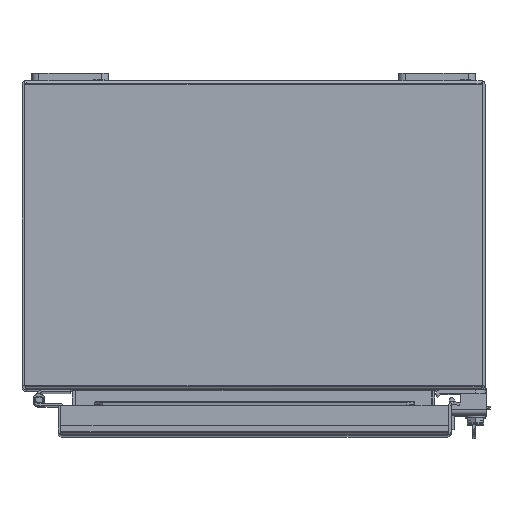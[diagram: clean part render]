
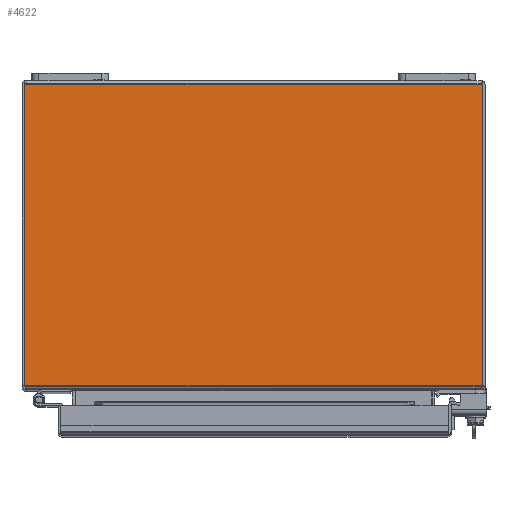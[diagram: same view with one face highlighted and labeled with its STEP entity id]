
A CAD part, top view. The second image highlights one B-rep face of the part: STEP entity #4622.
In plain terms, the highlighted planar face has unit normal (0, 0, 1).
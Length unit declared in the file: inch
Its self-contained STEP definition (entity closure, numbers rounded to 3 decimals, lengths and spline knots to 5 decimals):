
#212 = VERTEX_POINT ( 'NONE', #27876 ) ;
#3152 = DIRECTION ( 'NONE',  ( 1., 0., 0. ) ) ;
#3755 = ORIENTED_EDGE ( 'NONE', *, *, #33529, .F. ) ;
#3784 = EDGE_CURVE ( 'NONE', #212, #19971, #17747, .T. ) ;
#4280 = VERTEX_POINT ( 'NONE', #25147 ) ;
#4614 = AXIS2_PLACEMENT_3D ( 'NONE', #20522, #4746, #20142 ) ;
#4622 = ADVANCED_FACE ( 'NONE', ( #23489 ), #26458, .F. ) ;
#4746 = DIRECTION ( 'NONE',  ( 0., 0., -1. ) ) ;
#6664 = EDGE_LOOP ( 'NONE', ( #3755, #10946, #16467, #29877 ) ) ;
#8584 = CARTESIAN_POINT ( 'NONE',  ( -5.92792, 39.37008, 15. ) ) ;
#10946 = ORIENTED_EDGE ( 'NONE', *, *, #39086, .F. ) ;
#11349 = DIRECTION ( 'NONE',  ( -1., 0., 0. ) ) ;
#11963 = VECTOR ( 'NONE', #38787, 39.37008 ) ;
#16467 = ORIENTED_EDGE ( 'NONE', *, *, #3784, .F. ) ;
#17747 = LINE ( 'NONE', #29797, #36402 ) ;
#17842 = LINE ( 'NONE', #23764, #26938 ) ;
#17862 = EDGE_CURVE ( 'NONE', #212, #4280, #26555, .T. ) ;
#18176 = DIRECTION ( 'NONE',  ( 0., -1., 0. ) ) ;
#19971 = VERTEX_POINT ( 'NONE', #32718 ) ;
#20142 = DIRECTION ( 'NONE',  ( 0., 1., 0. ) ) ;
#20314 = VECTOR ( 'NONE', #18176, 39.37008 ) ;
#20522 = CARTESIAN_POINT ( 'NONE',  ( -5.892, -0.06248, 15. ) ) ;
#23489 = FACE_OUTER_BOUND ( 'NONE', #6664, .T. ) ;
#23764 = CARTESIAN_POINT ( 'NONE',  ( -5.892, -7.892, 15. ) ) ;
#25147 = CARTESIAN_POINT ( 'NONE',  ( -5.92792, -7.892, 15. ) ) ;
#25231 = LINE ( 'NONE', #34126, #20314 ) ;
#26458 = PLANE ( 'NONE',  #4614 ) ;
#26555 = LINE ( 'NONE', #8584, #11963 ) ;
#26938 = VECTOR ( 'NONE', #11349, 39.37008 ) ;
#27075 = VERTEX_POINT ( 'NONE', #33942 ) ;
#27876 = CARTESIAN_POINT ( 'NONE',  ( -5.92792, -0.108, 15. ) ) ;
#29797 = CARTESIAN_POINT ( 'NONE',  ( -5.892, -0.108, 15. ) ) ;
#29877 = ORIENTED_EDGE ( 'NONE', *, *, #17862, .T. ) ;
#32718 = CARTESIAN_POINT ( 'NONE',  ( 5.92792, -0.108, 15. ) ) ;
#33529 = EDGE_CURVE ( 'NONE', #27075, #4280, #17842, .T. ) ;
#33942 = CARTESIAN_POINT ( 'NONE',  ( 5.92792, -7.892, 15. ) ) ;
#34126 = CARTESIAN_POINT ( 'NONE',  ( 5.92792, 39.37008, 15. ) ) ;
#36402 = VECTOR ( 'NONE', #3152, 39.37008 ) ;
#38787 = DIRECTION ( 'NONE',  ( 0., -1., 0. ) ) ;
#39086 = EDGE_CURVE ( 'NONE', #19971, #27075, #25231, .T. ) ;
